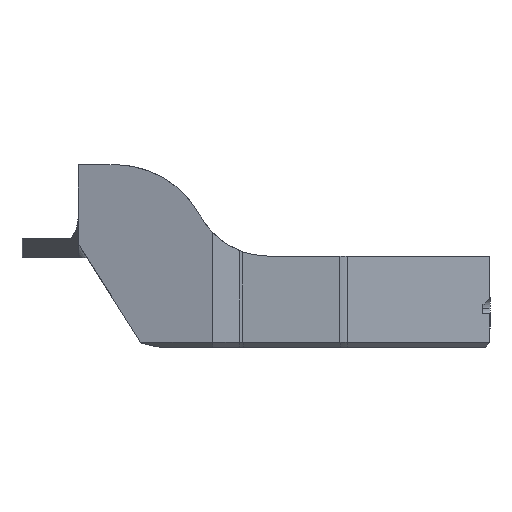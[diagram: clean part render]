
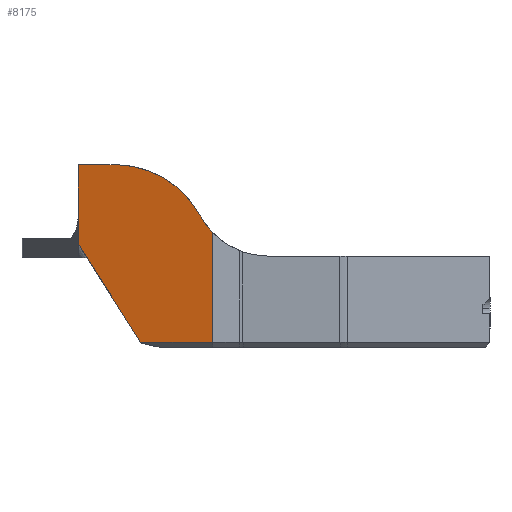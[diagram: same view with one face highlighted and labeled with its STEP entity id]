
A CAD part, left-side view. The second image highlights one B-rep face of the part: STEP entity #8175.
In plain terms, the highlighted planar face has unit normal (-0.966, 0.259, 0).
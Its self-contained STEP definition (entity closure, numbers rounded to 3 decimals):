
#106 = CARTESIAN_POINT ( 'NONE',  ( -20., 57.81, 1. ) ) ;
#128 = DIRECTION ( 'NONE',  ( 0., 0., 1. ) ) ;
#297 = CARTESIAN_POINT ( 'NONE',  ( -20., 57.81, 1. ) ) ;
#321 = ORIENTED_EDGE ( 'NONE', *, *, #6931, .F. ) ;
#541 = CARTESIAN_POINT ( 'NONE',  ( -12.5, 85.8, 38. ) ) ;
#678 = ORIENTED_EDGE ( 'NONE', *, *, #6903, .F. ) ;
#698 = EDGE_CURVE ( 'NONE', #9214, #4588, #4766, .T. ) ;
#758 = EDGE_CURVE ( 'NONE', #8877, #8561, #2120, .T. ) ;
#870 = ORIENTED_EDGE ( 'NONE', *, *, #758, .F. ) ;
#975 = CARTESIAN_POINT ( 'NONE',  ( -14.564, 78.098, 38. ) ) ;
#1007 = CARTESIAN_POINT ( 'NONE',  ( -15.054, 76.267, 6.506 ) ) ;
#1174 = EDGE_CURVE ( 'NONE', #2902, #8561, #7626, .T. ) ;
#1204 = DIRECTION ( 'NONE',  ( -0.259, -0.966, 0. ) ) ;
#1211 = LINE ( 'NONE', #4192, #8992 ) ;
#1582 = LINE ( 'NONE', #3881, #7268 ) ;
#1591 = VERTEX_POINT ( 'NONE', #7160 ) ;
#1690 = LINE ( 'NONE', #6821, #7416 ) ;
#1783 = DIRECTION ( 'NONE',  ( 0.142, 0.529, 0.837 ) ) ;
#1921 = ORIENTED_EDGE ( 'NONE', *, *, #7439, .T. ) ;
#1957 = EDGE_CURVE ( 'NONE', #6055, #4588, #1211, .T. ) ;
#1962 = CARTESIAN_POINT ( 'NONE',  ( -19.471, 59.784, 26.456 ) ) ;
#1981 = CARTESIAN_POINT ( 'NONE',  ( -18.091, 64.936, 34.613 ) ) ;
#2120 = LINE ( 'NONE', #3436, #7565 ) ;
#2747 = AXIS2_PLACEMENT_3D ( 'NONE', #7261, #3592, #7360 ) ;
#2866 = ORIENTED_EDGE ( 'NONE', *, *, #1957, .F. ) ;
#2902 = VERTEX_POINT ( 'NONE', #8419 ) ;
#3436 = CARTESIAN_POINT ( 'NONE',  ( -20., 57.81, 19. ) ) ;
#3592 = DIRECTION ( 'NONE',  ( 0.966, -0.259, 0. ) ) ;
#3830 = DIRECTION ( 'NONE',  ( -0.142, -0.529, -0.837 ) ) ;
#3881 = CARTESIAN_POINT ( 'NONE',  ( -20.513, 55.894, 20.297 ) ) ;
#4029 = ORIENTED_EDGE ( 'NONE', *, *, #7327, .F. ) ;
#4192 = CARTESIAN_POINT ( 'NONE',  ( -33.113, 8.873, 38. ) ) ;
#4216 = CARTESIAN_POINT ( 'NONE',  ( -16.444, 71.081, 38. ) ) ;
#4226 = PLANE ( 'NONE',  #2747 ) ;
#4266 =( BOUNDED_CURVE ( )  B_SPLINE_CURVE ( 3, ( #7140, #8554, #9413, #1962 ),
 .UNSPECIFIED., .F., .T. ) 
 B_SPLINE_CURVE_WITH_KNOTS ( ( 4, 4 ),
 ( 2.378, 2.578 ),
 .UNSPECIFIED. ) 
 CURVE ( )  GEOMETRIC_REPRESENTATION_ITEM ( )  RATIONAL_B_SPLINE_CURVE ( ( 1., 0.997, 0.997, 1. ) ) 
 REPRESENTATION_ITEM ( '' )  );
#4267 = VERTEX_POINT ( 'NONE', #4521 ) ;
#4423 = EDGE_LOOP ( 'NONE', ( #678, #4479, #870, #1921, #4029, #9604, #2866, #321 ) ) ;
#4479 = ORIENTED_EDGE ( 'NONE', *, *, #1174, .T. ) ;
#4521 = CARTESIAN_POINT ( 'NONE',  ( -12.5, 85.8, 21.6 ) ) ;
#4588 = VERTEX_POINT ( 'NONE', #975 ) ;
#4766 =( BOUNDED_CURVE ( )  B_SPLINE_CURVE ( 3, ( #7940, #1981, #4216, #5824 ),
 .UNSPECIFIED., .F., .T. ) 
 B_SPLINE_CURVE_WITH_KNOTS ( ( 4, 4 ),
 ( 0.563, 1.571 ),
 .UNSPECIFIED. ) 
 CURVE ( )  GEOMETRIC_REPRESENTATION_ITEM ( )  RATIONAL_B_SPLINE_CURVE ( ( 1., 0.917, 0.917, 1. ) ) 
 REPRESENTATION_ITEM ( '' )  );
#5824 = CARTESIAN_POINT ( 'NONE',  ( -14.564, 78.098, 38. ) ) ;
#6055 = VERTEX_POINT ( 'NONE', #541 ) ;
#6180 = LINE ( 'NONE', #1007, #9424 ) ;
#6247 = CARTESIAN_POINT ( 'NONE',  ( -20., 57.81, 23.931 ) ) ;
#6351 = DIRECTION ( 'NONE',  ( -0.259, -0.966, 0. ) ) ;
#6419 = DIRECTION ( 'NONE',  ( 0., 0., -1. ) ) ;
#6821 = CARTESIAN_POINT ( 'NONE',  ( -12.5, 85.8, 19. ) ) ;
#6903 = EDGE_CURVE ( 'NONE', #2902, #4267, #6180, .T. ) ;
#6931 = EDGE_CURVE ( 'NONE', #4267, #6055, #1690, .T. ) ;
#7140 = CARTESIAN_POINT ( 'NONE',  ( -20., 57.81, 23.931 ) ) ;
#7160 = CARTESIAN_POINT ( 'NONE',  ( -19.471, 59.784, 26.456 ) ) ;
#7261 = CARTESIAN_POINT ( 'NONE',  ( -20., 57.81, 19. ) ) ;
#7268 = VECTOR ( 'NONE', #3830, 1000. ) ;
#7327 = EDGE_CURVE ( 'NONE', #9214, #1591, #1582, .T. ) ;
#7360 = DIRECTION ( 'NONE',  ( 0., 0., -1. ) ) ;
#7416 = VECTOR ( 'NONE', #128, 1000. ) ;
#7439 = EDGE_CURVE ( 'NONE', #8877, #1591, #4266, .T. ) ;
#7565 = VECTOR ( 'NONE', #6419, 1000. ) ;
#7626 = LINE ( 'NONE', #297, #7819 ) ;
#7819 = VECTOR ( 'NONE', #1204, 1000. ) ;
#7940 = CARTESIAN_POINT ( 'NONE',  ( -19.095, 61.189, 28.68 ) ) ;
#8134 = CARTESIAN_POINT ( 'NONE',  ( -19.095, 61.189, 28.68 ) ) ;
#8175 = ADVANCED_FACE ( 'NONE', ( #8769 ), #4226, .F. ) ;
#8419 = CARTESIAN_POINT ( 'NONE',  ( -15.986, 72.789, 1. ) ) ;
#8554 = CARTESIAN_POINT ( 'NONE',  ( -19.801, 58.551, 24.705 ) ) ;
#8561 = VERTEX_POINT ( 'NONE', #106 ) ;
#8769 = FACE_OUTER_BOUND ( 'NONE', #4423, .T. ) ;
#8877 = VERTEX_POINT ( 'NONE', #6247 ) ;
#8992 = VECTOR ( 'NONE', #6351, 1000. ) ;
#9214 = VERTEX_POINT ( 'NONE', #8134 ) ;
#9413 = CARTESIAN_POINT ( 'NONE',  ( -19.624, 59.212, 25.55 ) ) ;
#9424 = VECTOR ( 'NONE', #1783, 1000. ) ;
#9604 = ORIENTED_EDGE ( 'NONE', *, *, #698, .T. ) ;
